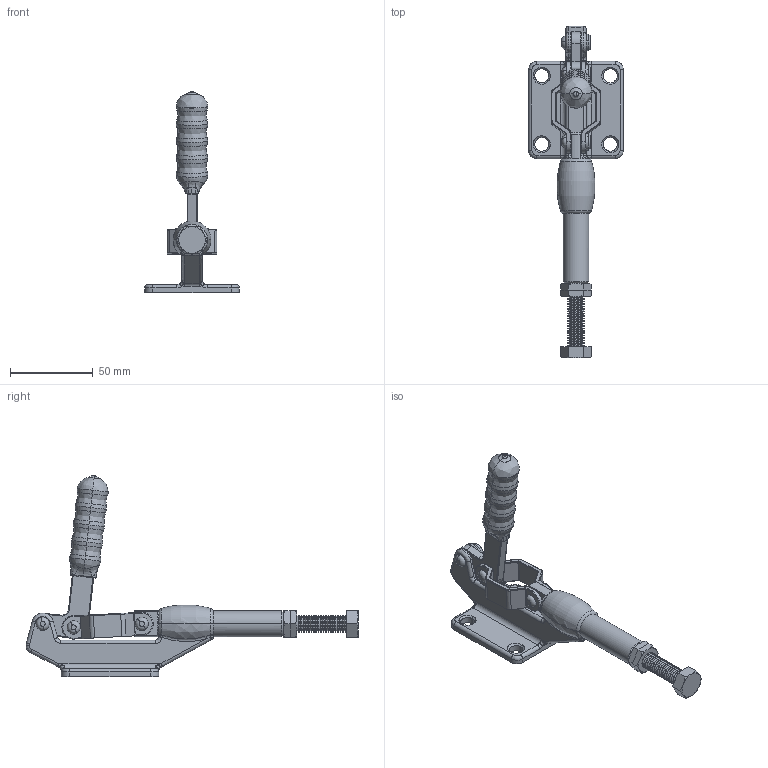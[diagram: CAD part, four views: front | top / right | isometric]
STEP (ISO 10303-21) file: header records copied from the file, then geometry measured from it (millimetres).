
FILE_DESCRIPTION((''),' ');
FILE_NAME('GH-305EM.stp',' ',('stephen'),('BIB design'),' ','ACIS 14.0',' ');
FILE_SCHEMA(('automotive_design'));
Length unit declared in the file: inch
Products named in the file (11): Part_1809; Part_1810; Part_3521; Part_4024; Part_4023; Part_2194; Part_1807; Part_2092; Part_15929; Part_18457; Part_21309
Bounding box: 57.2 x 200.47 x 121.44 mm (x, y, z)
Volume: 89939.3 mm3; surface area: 39591.2 mm2
Topology: 11 solids, 11 shells, 745 faces, 1994 edges, 1235 vertices
Faces by surface type: revolution 346, bspline 183, cylinder 126, plane 72, torus 16, sphere 2
Entity records: 72359 total; most frequent: CARTESIAN_POINT 32921, PRESENTATION_STYLE_ASSIGNMENT 4420, COLOUR_RGB 4420, STYLED_ITEM 3926, ORIENTED_EDGE 3886, DIRECTION 2551, CURVE_STYLE 2437, EDGE_CURVE 1943
